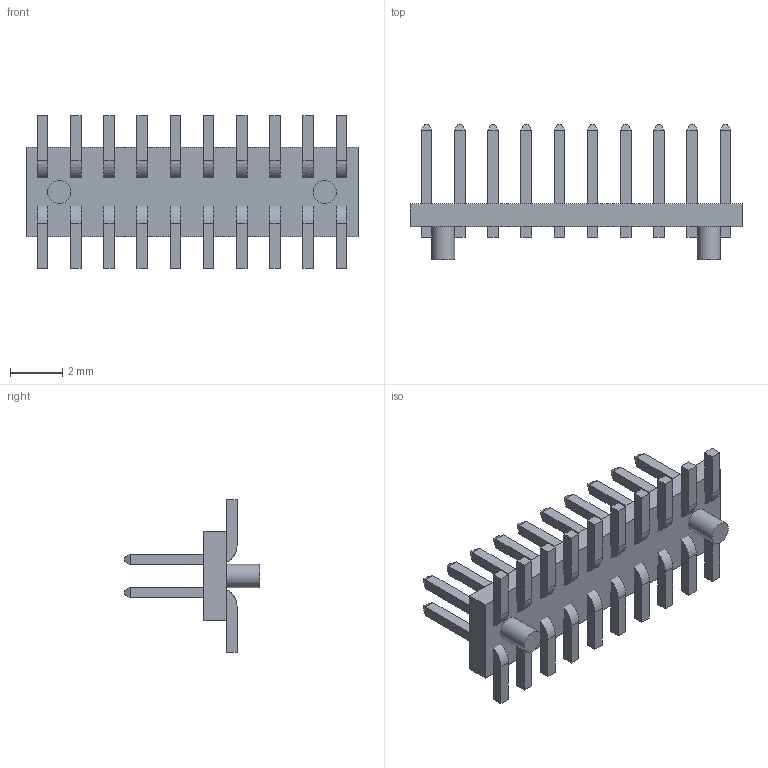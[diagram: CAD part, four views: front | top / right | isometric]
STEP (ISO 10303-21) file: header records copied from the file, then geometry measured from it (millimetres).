
FILE_DESCRIPTION(/* description */ ('STEP AP214'),/* implementation_level */ '2;1');
FILE_NAME(/* name */ 'FTS-110-01-L-DV-A',/* time_stamp */ '2022-08-21T01:06:03+02:00',/* author */ ('License CC BY-ND 4.0'),/* organization */ ('CADENAS'),/* preprocessor_version */ 'ST-DEVELOPER v18.102',/* originating_system */ 'PARTsolutions',/* authorisation */ ' ');
FILE_SCHEMA (('AUTOMOTIVE_DESIGN {1 0 10303 214 3 1 1}'));
Length unit declared in the file: inch
Products named in the file (4): FTS-110-01-L-DV-A; FTS-110-01-L-DV-A_pins2; FTS-110-01-L-DV-A_pins1; FTS-110-01-L-DV-A_body
Assembly tree (3 placements, depth 2):
  FTS-110-01-L-DV-A
    FTS-110-01-L-DV-A_pins2
    FTS-110-01-L-DV-A_pins1
    FTS-110-01-L-DV-A_body
Bounding box: 12.7 x 5.18 x 5.84 mm (x, y, z)
Volume: 70.1 mm3; surface area: 407.3 mm2
Topology: 3 solids, 3 shells, 296 faces, 786 edges, 498 vertices
Faces by surface type: plane 290, cylinder 6
Full cylindrical faces by diameter (mm): 0.889 x2
Entity records: 9047 total; most frequent: CARTESIAN_POINT 1578, ORIENTED_EDGE 1564, DIRECTION 1466, EDGE_CURVE 782, LINE 698, VECTOR 698, VERTEX_POINT 496, AXIS2_PLACEMENT_3D 384
